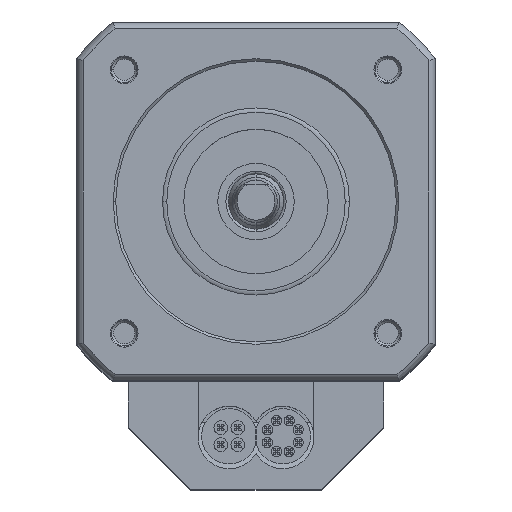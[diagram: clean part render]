
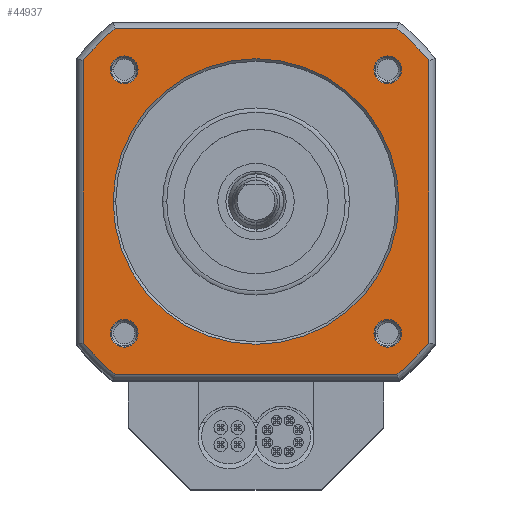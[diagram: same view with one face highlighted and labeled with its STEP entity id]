
A CAD part, top view. The second image highlights one B-rep face of the part: STEP entity #44937.
In plain terms, the highlighted face is planar.
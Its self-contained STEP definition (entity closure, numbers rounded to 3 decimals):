
#43219=CARTESIAN_POINT('',(0.,0.,0.2));
#43220=DIRECTION('',(0.,0.,-1.));
#43221=DIRECTION('',(-1.,0.,0.));
#43222=AXIS2_PLACEMENT_3D('',#43219,#43220,#43221);
#43237=CARTESIAN_POINT('',(-15.5,-15.5,0.2));
#43238=DIRECTION('',(0.,0.,-1.));
#43239=DIRECTION('',(-1.,0.,0.));
#43240=AXIS2_PLACEMENT_3D('',#43237,#43238,#43239);
#43259=CARTESIAN_POINT('',(-15.5,-15.5,0.2));
#43260=DIRECTION('',(0.,0.,-1.));
#43261=DIRECTION('',(1.,0.,0.));
#43262=AXIS2_PLACEMENT_3D('',#43259,#43260,#43261);
#43296=CARTESIAN_POINT('',(15.5,-15.5,0.2));
#43297=DIRECTION('',(0.,0.,-1.));
#43298=DIRECTION('',(0.,-1.,0.));
#43299=AXIS2_PLACEMENT_3D('',#43296,#43297,#43298);
#43310=CARTESIAN_POINT('',(15.5,-15.5,0.2));
#43311=DIRECTION('',(0.,0.,-1.));
#43312=DIRECTION('',(0.,1.,0.));
#43313=AXIS2_PLACEMENT_3D('',#43310,#43311,#43312);
#43365=CARTESIAN_POINT('',(15.5,15.5,0.2));
#43366=DIRECTION('',(0.,0.,-1.));
#43367=DIRECTION('',(1.,0.,0.));
#43368=AXIS2_PLACEMENT_3D('',#43365,#43366,#43367);
#43387=CARTESIAN_POINT('',(15.5,15.5,0.2));
#43388=DIRECTION('',(0.,0.,-1.));
#43389=DIRECTION('',(-1.,0.,0.));
#43390=AXIS2_PLACEMENT_3D('',#43387,#43388,#43389);
#43419=CARTESIAN_POINT('',(-15.5,15.5,0.2));
#43420=DIRECTION('',(0.,0.,-1.));
#43421=DIRECTION('',(0.,1.,0.));
#43422=AXIS2_PLACEMENT_3D('',#43419,#43420,#43421);
#43451=CARTESIAN_POINT('',(-15.5,15.5,0.2));
#43452=DIRECTION('',(0.,0.,-1.));
#43453=DIRECTION('',(0.,-1.,0.));
#43454=AXIS2_PLACEMENT_3D('',#43451,#43452,#43453);
#43484=CARTESIAN_POINT('',(0.,0.,0.2));
#43485=DIRECTION('',(0.,0.,-1.));
#43486=DIRECTION('',(1.,0.,0.));
#43487=AXIS2_PLACEMENT_3D('',#43484,#43485,#43486);
#43493=CARTESIAN_POINT('',(0.,0.,0.2));
#43494=DIRECTION('',(0.,0.,1.));
#43495=DIRECTION('',(0.775,0.632,0.));
#43496=AXIS2_PLACEMENT_3D('',#43493,#43494,#43495);
#43506=DIRECTION('',(0.,-1.,0.));
#43507=VECTOR('',#43506,33.161);
#43508=CARTESIAN_POINT('',(20.348,16.581,0.2));
#43509=LINE('',#43508,#43507);
#43518=CARTESIAN_POINT('',(0.,0.,0.2));
#43519=DIRECTION('',(0.,0.,1.));
#43520=DIRECTION('',(0.632,-0.775,0.));
#43521=AXIS2_PLACEMENT_3D('',#43518,#43519,#43520);
#43531=DIRECTION('',(-1.,0.,0.));
#43532=VECTOR('',#43531,33.161);
#43533=CARTESIAN_POINT('',(16.581,-20.348,0.2));
#43534=LINE('',#43533,#43532);
#43543=CARTESIAN_POINT('',(0.,0.,0.2));
#43544=DIRECTION('',(0.,0.,1.));
#43545=DIRECTION('',(-0.775,-0.632,0.));
#43546=AXIS2_PLACEMENT_3D('',#43543,#43544,#43545);
#43556=DIRECTION('',(0.,1.,0.));
#43557=VECTOR('',#43556,33.161);
#43558=CARTESIAN_POINT('',(-20.348,-16.581,0.2));
#43559=LINE('',#43558,#43557);
#43568=CARTESIAN_POINT('',(0.,0.,0.2));
#43569=DIRECTION('',(0.,0.,1.));
#43570=DIRECTION('',(-0.632,0.775,0.));
#43571=AXIS2_PLACEMENT_3D('',#43568,#43569,#43570);
#43581=DIRECTION('',(1.,0.,0.));
#43582=VECTOR('',#43581,33.161);
#43583=CARTESIAN_POINT('',(-16.581,20.348,0.2));
#43584=LINE('',#43583,#43582);
#43910=CARTESIAN_POINT('',(-17.13,-15.5,0.2));
#43911=CARTESIAN_POINT('',(-13.87,-15.5,0.2));
#43912=VERTEX_POINT('',#43910);
#43913=VERTEX_POINT('',#43911);
#43914=CARTESIAN_POINT('',(15.5,-17.13,0.2));
#43915=CARTESIAN_POINT('',(15.5,-13.87,0.2));
#43916=VERTEX_POINT('',#43914);
#43917=VERTEX_POINT('',#43915);
#43918=CARTESIAN_POINT('',(17.13,15.5,0.2));
#43919=CARTESIAN_POINT('',(13.87,15.5,0.2));
#43920=VERTEX_POINT('',#43918);
#43921=VERTEX_POINT('',#43919);
#43922=CARTESIAN_POINT('',(-15.5,17.13,0.2));
#43923=CARTESIAN_POINT('',(-15.5,13.87,0.2));
#43924=VERTEX_POINT('',#43922);
#43925=VERTEX_POINT('',#43923);
#43926=CARTESIAN_POINT('',(16.8,0.,0.2));
#43927=CARTESIAN_POINT('',(-16.8,0.,0.2));
#43928=VERTEX_POINT('',#43926);
#43929=VERTEX_POINT('',#43927);
#43930=CARTESIAN_POINT('',(20.348,16.581,0.2));
#43931=CARTESIAN_POINT('',(16.581,20.348,0.2));
#43932=VERTEX_POINT('',#43930);
#43933=VERTEX_POINT('',#43931);
#43934=CARTESIAN_POINT('',(-16.581,20.348,0.2));
#43935=VERTEX_POINT('',#43934);
#43936=CARTESIAN_POINT('',(-20.348,16.581,0.2));
#43937=VERTEX_POINT('',#43936);
#43938=CARTESIAN_POINT('',(-20.348,-16.581,0.2));
#43939=VERTEX_POINT('',#43938);
#43940=CARTESIAN_POINT('',(-16.581,-20.348,0.2));
#43941=VERTEX_POINT('',#43940);
#43942=CARTESIAN_POINT('',(16.581,-20.348,0.2));
#43943=VERTEX_POINT('',#43942);
#43944=CARTESIAN_POINT('',(20.348,-16.581,0.2));
#43945=VERTEX_POINT('',#43944);
#44885=CARTESIAN_POINT('',(0.,0.,0.2));
#44886=DIRECTION('',(0.,0.,-1.));
#44887=DIRECTION('',(-1.,0.,0.));
#44888=AXIS2_PLACEMENT_3D('',#44885,#44886,#44887);
#44889=PLANE('',#44888);
#44891=ORIENTED_EDGE('',*,*,#44890,.T.);
#44893=ORIENTED_EDGE('',*,*,#44892,.F.);
#44895=ORIENTED_EDGE('',*,*,#44894,.T.);
#44897=ORIENTED_EDGE('',*,*,#44896,.F.);
#44899=ORIENTED_EDGE('',*,*,#44898,.T.);
#44901=ORIENTED_EDGE('',*,*,#44900,.F.);
#44903=ORIENTED_EDGE('',*,*,#44902,.T.);
#44905=ORIENTED_EDGE('',*,*,#44904,.F.);
#44906=EDGE_LOOP('',(#44891,#44893,#44895,#44897,#44899,#44901,#44903,#44905));
#44907=FACE_OUTER_BOUND('',#44906,.F.);
#44909=ORIENTED_EDGE('',*,*,#44908,.T.);
#44911=ORIENTED_EDGE('',*,*,#44910,.T.);
#44912=EDGE_LOOP('',(#44909,#44911));
#44913=FACE_BOUND('',#44912,.F.);
#44915=ORIENTED_EDGE('',*,*,#44914,.T.);
#44917=ORIENTED_EDGE('',*,*,#44916,.T.);
#44918=EDGE_LOOP('',(#44915,#44917));
#44919=FACE_BOUND('',#44918,.F.);
#44921=ORIENTED_EDGE('',*,*,#44920,.T.);
#44923=ORIENTED_EDGE('',*,*,#44922,.T.);
#44924=EDGE_LOOP('',(#44921,#44923));
#44925=FACE_BOUND('',#44924,.F.);
#44927=ORIENTED_EDGE('',*,*,#44926,.T.);
#44928=ORIENTED_EDGE('',*,*,#44875,.T.);
#44929=EDGE_LOOP('',(#44927,#44928));
#44930=FACE_BOUND('',#44929,.F.);
#44932=ORIENTED_EDGE('',*,*,#44931,.T.);
#44934=ORIENTED_EDGE('',*,*,#44933,.T.);
#44935=EDGE_LOOP('',(#44932,#44934));
#44936=FACE_BOUND('',#44935,.F.);
#44937=ADVANCED_FACE('',(#44907,#44913,#44919,#44925,#44930,#44936),#44889,.T.);
#43223=CIRCLE('',#43222,16.8);
#43241=CIRCLE('',#43240,1.63);
#43263=CIRCLE('',#43262,1.63);
#43300=CIRCLE('',#43299,1.63);
#43314=CIRCLE('',#43313,1.63);
#43369=CIRCLE('',#43368,1.63);
#43391=CIRCLE('',#43390,1.63);
#43423=CIRCLE('',#43422,1.63);
#43455=CIRCLE('',#43454,1.63);
#43488=CIRCLE('',#43487,16.8);
#43497=CIRCLE('',#43496,26.248);
#43522=CIRCLE('',#43521,26.248);
#43547=CIRCLE('',#43546,26.248);
#43572=CIRCLE('',#43571,26.248);
#44875=EDGE_CURVE('',#43929,#43928,#43223,.T.);
#44890=EDGE_CURVE('',#43932,#43933,#43497,.T.);
#44892=EDGE_CURVE('',#43935,#43933,#43584,.T.);
#44894=EDGE_CURVE('',#43935,#43937,#43572,.T.);
#44896=EDGE_CURVE('',#43939,#43937,#43559,.T.);
#44898=EDGE_CURVE('',#43939,#43941,#43547,.T.);
#44900=EDGE_CURVE('',#43943,#43941,#43534,.T.);
#44902=EDGE_CURVE('',#43943,#43945,#43522,.T.);
#44904=EDGE_CURVE('',#43932,#43945,#43509,.T.);
#44908=EDGE_CURVE('',#43916,#43917,#43300,.T.);
#44910=EDGE_CURVE('',#43917,#43916,#43314,.T.);
#44914=EDGE_CURVE('',#43920,#43921,#43369,.T.);
#44916=EDGE_CURVE('',#43921,#43920,#43391,.T.);
#44920=EDGE_CURVE('',#43924,#43925,#43423,.T.);
#44922=EDGE_CURVE('',#43925,#43924,#43455,.T.);
#44926=EDGE_CURVE('',#43928,#43929,#43488,.T.);
#44931=EDGE_CURVE('',#43912,#43913,#43241,.T.);
#44933=EDGE_CURVE('',#43913,#43912,#43263,.T.);
